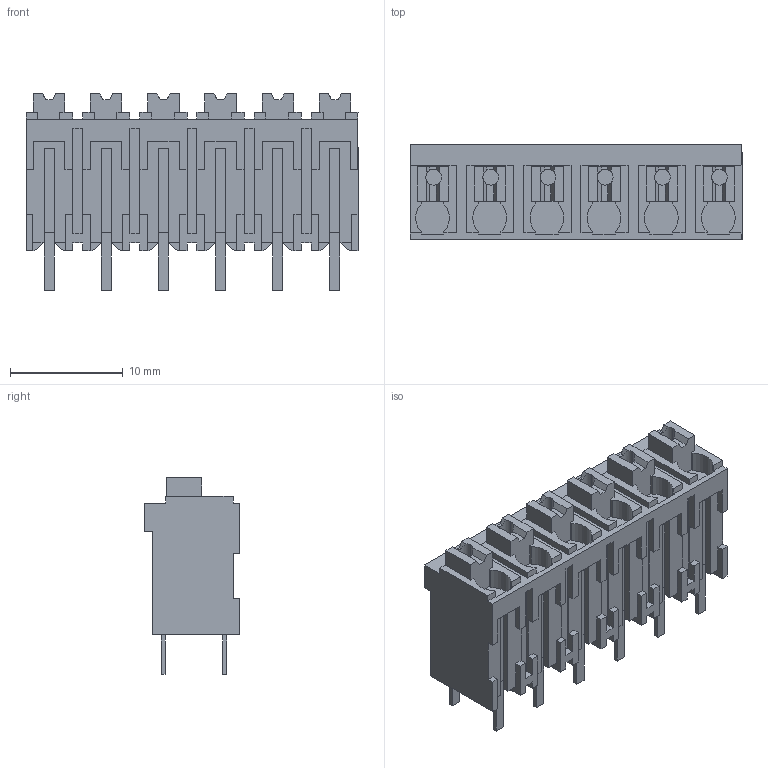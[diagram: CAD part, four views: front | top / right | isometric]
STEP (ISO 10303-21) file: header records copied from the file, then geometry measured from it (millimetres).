
FILE_DESCRIPTION(('CATIA V5 STEP Exchange','CAx-IF Rec.Pracs.--- Model Styling and Organization---1.2---2011-12-15'),'2;1');
FILE_NAME ('D1456859_0_1826100000_1826100000.stp','2018-03-20T09:26:41+00:00',('none'),('Weidmueller'),'CATIA Version 5-6 Release 2014','CATIA V5 STEP AP214','none');
FILE_SCHEMA(('AUTOMOTIVE_DESIGN { 1 0 10303 214 1 1 1 1 }'));
Length unit declared in the file: millimetre
Products named in the file (1): 1826100000
Bounding box: 29.5 x 8.5 x 17.45 mm (x, y, z)
Volume: 2430.9 mm3; surface area: 2539.4 mm2
Topology: 19 solids, 19 shells, 538 faces, 1504 edges, 1008 vertices
Faces by surface type: plane 514, cylinder 24
Entity records: 16479 total; most frequent: CARTESIAN_POINT 3058, ORIENTED_EDGE 3008, DIRECTION 2163, EDGE_CURVE 1504, VECTOR 1408, LINE 1408, VERTEX_POINT 1008, EDGE_LOOP 542
